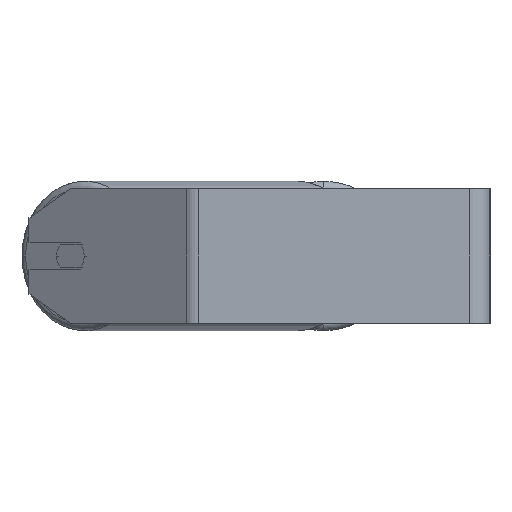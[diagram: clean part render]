
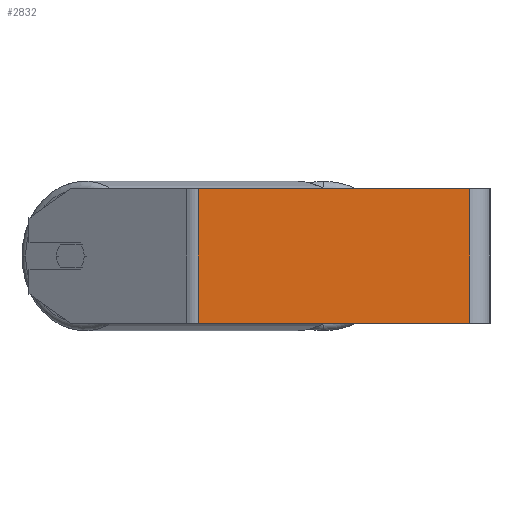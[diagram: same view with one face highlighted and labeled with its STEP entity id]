
A CAD part, left-side view. The second image highlights one B-rep face of the part: STEP entity #2832.
In plain terms, the highlighted planar face has unit normal (-1, 0, 0).
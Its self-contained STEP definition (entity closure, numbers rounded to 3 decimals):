
#184 = DIRECTION ( 'NONE',  ( 0., -1., 0. ) ) ;
#249 = CARTESIAN_POINT ( 'NONE',  ( -400., 173.367, -40. ) ) ;
#349 = AXIS2_PLACEMENT_3D ( 'NONE', #1809, #483, #1065 ) ;
#410 = EDGE_CURVE ( 'NONE', #4364, #5428, #957, .T. ) ;
#483 = DIRECTION ( 'NONE',  ( 1., 0., 0. ) ) ;
#592 = DIRECTION ( 'NONE',  ( 0., 0., -1. ) ) ;
#957 = LINE ( 'NONE', #2334, #7521 ) ;
#1065 = DIRECTION ( 'NONE',  ( 0., 0., -1. ) ) ;
#1109 = EDGE_CURVE ( 'NONE', #8497, #5428, #7581, .T. ) ;
#1192 = PLANE ( 'NONE',  #349 ) ;
#1299 = EDGE_CURVE ( 'NONE', #8673, #4364, #8670, .T. ) ;
#1809 = CARTESIAN_POINT ( 'NONE',  ( -400., 177.151, 40. ) ) ;
#2334 = CARTESIAN_POINT ( 'NONE',  ( -400., 12., 40. ) ) ;
#2587 = CARTESIAN_POINT ( 'NONE',  ( -400., 173.367, 40. ) ) ;
#2774 = CARTESIAN_POINT ( 'NONE',  ( -400., 12., 40. ) ) ;
#2832 = ADVANCED_FACE ( 'NONE', ( #6502 ), #1192, .F. ) ;
#2897 = ORIENTED_EDGE ( 'NONE', *, *, #1109, .T. ) ;
#2957 = VECTOR ( 'NONE', #592, 1000. ) ;
#3280 = ORIENTED_EDGE ( 'NONE', *, *, #7506, .T. ) ;
#4017 = DIRECTION ( 'NONE',  ( 0., -1., 0. ) ) ;
#4364 = VERTEX_POINT ( 'NONE', #2774 ) ;
#5428 = VERTEX_POINT ( 'NONE', #6626 ) ;
#6021 = CARTESIAN_POINT ( 'NONE',  ( -400., 177.151, 40. ) ) ;
#6025 = EDGE_LOOP ( 'NONE', ( #2897, #7438, #6355, #3280 ) ) ;
#6355 = ORIENTED_EDGE ( 'NONE', *, *, #1299, .F. ) ;
#6362 = DIRECTION ( 'NONE',  ( 0., 0., -1. ) ) ;
#6485 = LINE ( 'NONE', #7194, #2957 ) ;
#6502 = FACE_OUTER_BOUND ( 'NONE', #6025, .T. ) ;
#6626 = CARTESIAN_POINT ( 'NONE',  ( -400., 12., -40. ) ) ;
#6878 = CARTESIAN_POINT ( 'NONE',  ( -400., 177.151, -40. ) ) ;
#7108 = VECTOR ( 'NONE', #4017, 1000. ) ;
#7194 = CARTESIAN_POINT ( 'NONE',  ( -400., 173.367, 40. ) ) ;
#7438 = ORIENTED_EDGE ( 'NONE', *, *, #410, .F. ) ;
#7506 = EDGE_CURVE ( 'NONE', #8673, #8497, #6485, .T. ) ;
#7521 = VECTOR ( 'NONE', #6362, 1000. ) ;
#7581 = LINE ( 'NONE', #6878, #8094 ) ;
#8094 = VECTOR ( 'NONE', #184, 1000. ) ;
#8497 = VERTEX_POINT ( 'NONE', #249 ) ;
#8670 = LINE ( 'NONE', #6021, #7108 ) ;
#8673 = VERTEX_POINT ( 'NONE', #2587 ) ;
